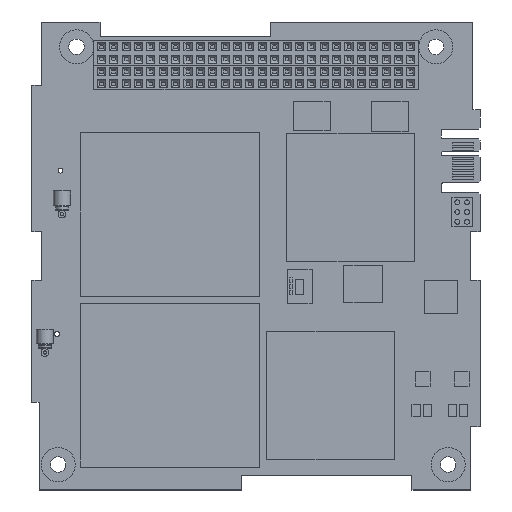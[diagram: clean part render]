
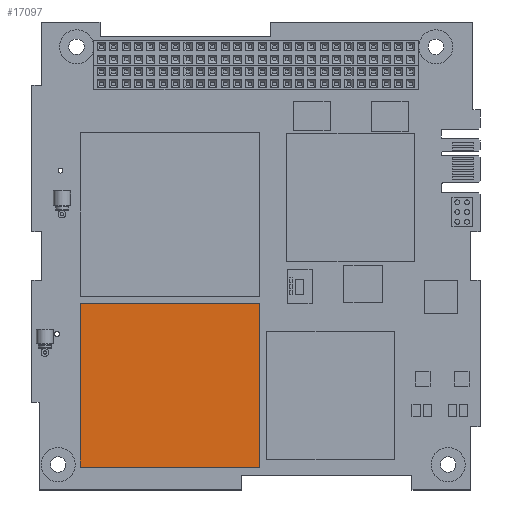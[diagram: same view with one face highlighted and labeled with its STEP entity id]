
A CAD part, top view. The second image highlights one B-rep face of the part: STEP entity #17097.
In plain terms, the highlighted planar face has unit normal (0, 0, 1).
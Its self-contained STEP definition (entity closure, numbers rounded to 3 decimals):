
#4568=DIRECTION('',(1.,0.,0.));
#4569=VECTOR('',#4568,36.8);
#4570=CARTESIAN_POINT('',(-36.1,-9.7,6.7));
#4571=LINE('',#4570,#4569);
#4572=DIRECTION('',(0.,-1.,0.));
#4573=VECTOR('',#4572,33.6);
#4574=CARTESIAN_POINT('',(0.7,-9.7,6.7));
#4575=LINE('',#4574,#4573);
#4576=DIRECTION('',(-1.,0.,0.));
#4577=VECTOR('',#4576,36.8);
#4578=CARTESIAN_POINT('',(0.7,-43.3,6.7));
#4579=LINE('',#4578,#4577);
#4580=DIRECTION('',(0.,1.,0.));
#4581=VECTOR('',#4580,33.6);
#4582=CARTESIAN_POINT('',(-36.1,-43.3,6.7));
#4583=LINE('',#4582,#4581);
#8230=CARTESIAN_POINT('',(-36.1,-9.7,6.7));
#8231=CARTESIAN_POINT('',(0.7,-9.7,6.7));
#8232=VERTEX_POINT('',#8230);
#8233=VERTEX_POINT('',#8231);
#8234=CARTESIAN_POINT('',(0.7,-43.3,6.7));
#8235=VERTEX_POINT('',#8234);
#8236=CARTESIAN_POINT('',(-36.1,-43.3,6.7));
#8237=VERTEX_POINT('',#8236);
#17086=CARTESIAN_POINT('',(0.,0.,6.7));
#17087=DIRECTION('',(0.,0.,1.));
#17088=DIRECTION('',(1.,0.,0.));
#17089=AXIS2_PLACEMENT_3D('',#17086,#17087,#17088);
#17090=PLANE('',#17089);
#17091=ORIENTED_EDGE('',*,*,#16990,.T.);
#17092=ORIENTED_EDGE('',*,*,#17017,.T.);
#17093=ORIENTED_EDGE('',*,*,#17043,.T.);
#17094=ORIENTED_EDGE('',*,*,#17068,.T.);
#17095=EDGE_LOOP('',(#17091,#17092,#17093,#17094));
#17096=FACE_OUTER_BOUND('',#17095,.F.);
#16990=EDGE_CURVE('',#8232,#8233,#4571,.T.);
#17017=EDGE_CURVE('',#8233,#8235,#4575,.T.);
#17043=EDGE_CURVE('',#8235,#8237,#4579,.T.);
#17068=EDGE_CURVE('',#8237,#8232,#4583,.T.);
#17097=ADVANCED_FACE('',(#17096),#17090,.T.);
